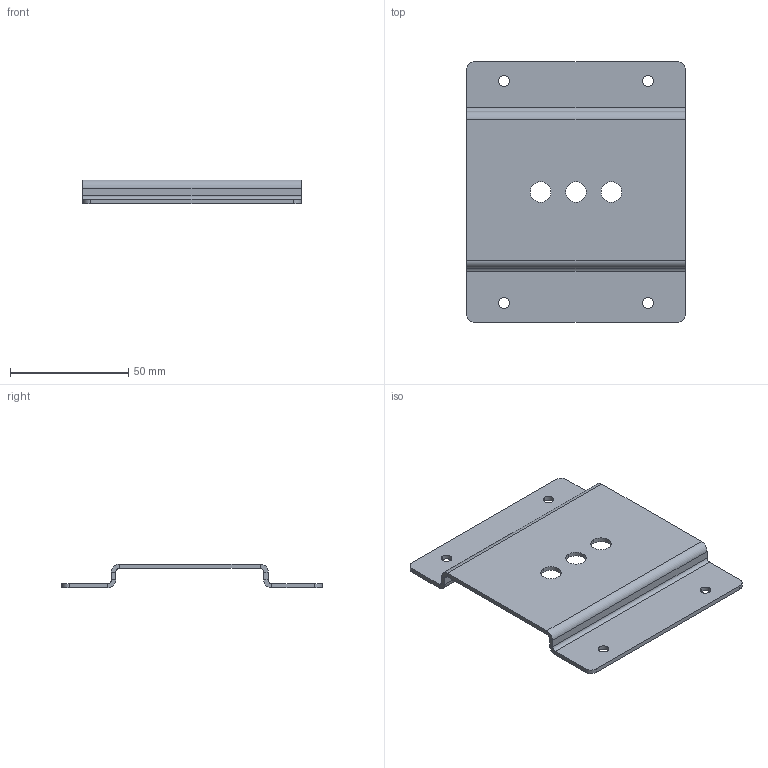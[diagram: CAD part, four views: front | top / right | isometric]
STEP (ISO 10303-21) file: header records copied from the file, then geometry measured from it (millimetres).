
FILE_DESCRIPTION((''),'2;1');
FILE_NAME('155374_SW','2011-05-05T',('banengservice'),('BANNER ENGINEERING'),'PRO/ENGINEER BY PARAMETRIC TECHNOLOGY CORPORATION, 2009141','PRO/ENGINEER BY PARAMETRIC TECHNOLOGY CORPORATION, 2009141','');
FILE_SCHEMA(('CONFIG_CONTROL_DESIGN'));
Length unit declared in the file: inch
Products named in the file (1): 155374_SW
Bounding box: 92.46 x 110.24 x 10.16 mm (x, y, z)
Volume: 20822.5 mm3; surface area: 23216.3 mm2
Topology: 1 solids, 1 shells, 56 faces, 130 edges, 76 vertices
Faces by surface type: plane 30, cylinder 26
Entity records: 1638 total; most frequent: DIRECTION 294, CARTESIAN_POINT 262, ORIENTED_EDGE 260, EDGE_CURVE 130, AXIS2_PLACEMENT_3D 108, VECTOR 78, LINE 78, VERTEX_POINT 76
